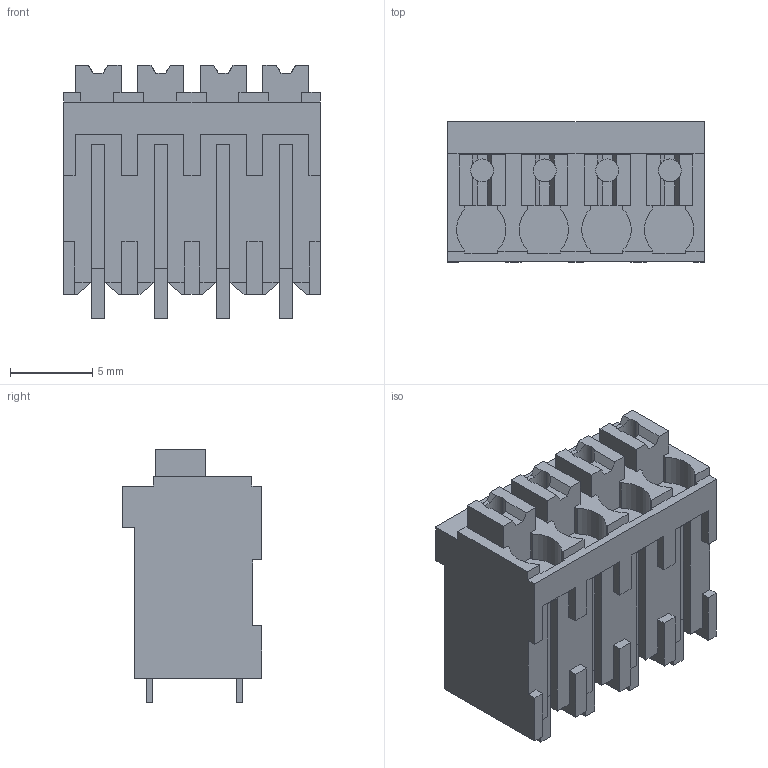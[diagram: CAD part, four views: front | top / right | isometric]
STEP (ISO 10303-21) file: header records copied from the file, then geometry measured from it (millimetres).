
FILE_DESCRIPTION(('CATIA V5 STEP Exchange','CAx-IF Rec.Pracs.--- Model Styling and Organization---1.2---2011-12-15'),'2;1');
FILE_NAME ('D1458107_0_1875340000_1875340000.stp','2018-03-20T06:32:58+00:00',('none'),('Weidmueller'),'CATIA Version 5-6 Release 2014','CATIA V5 STEP AP214','none');
FILE_SCHEMA(('AUTOMOTIVE_DESIGN { 1 0 10303 214 1 1 1 1 }'));
Length unit declared in the file: millimetre
Products named in the file (1): 1875340000 
Bounding box: 15.63 x 8.5 x 15.45 mm (x, y, z)
Volume: 1261.3 mm3; surface area: 1456.2 mm2
Topology: 13 solids, 13 shells, 308 faces, 860 edges, 578 vertices
Faces by surface type: plane 292, cylinder 16
Entity records: 9592 total; most frequent: CARTESIAN_POINT 1803, ORIENTED_EDGE 1720, DIRECTION 1292, EDGE_CURVE 860, VECTOR 796, LINE 796, VERTEX_POINT 578, ADVANCED_FACE 308
